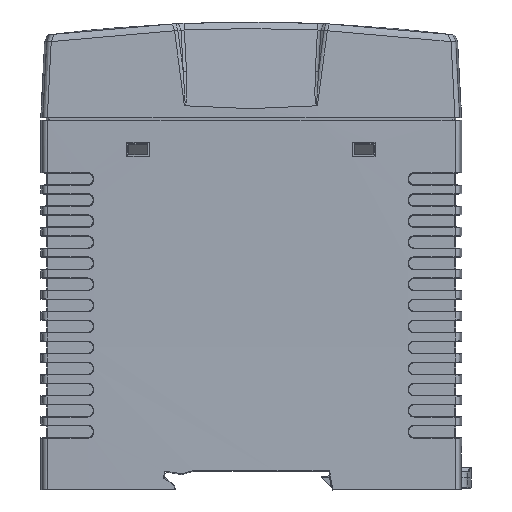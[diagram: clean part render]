
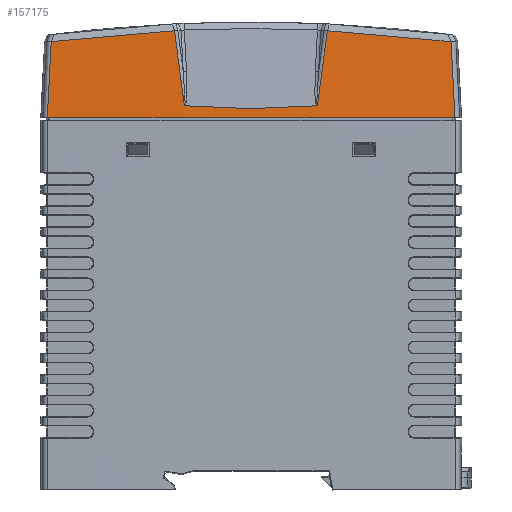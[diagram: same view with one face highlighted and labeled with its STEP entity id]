
A CAD part, left-side view. The second image highlights one B-rep face of the part: STEP entity #157175.
In plain terms, the highlighted conical face has half-angle 2 degrees and reference radius 2024.91 mm.
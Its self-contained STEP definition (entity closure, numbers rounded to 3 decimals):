
#146729=CARTESIAN_POINT('',(26.322,-42.661,
56.68));
#146855=CARTESIAN_POINT('',(26.322,-42.661,
56.68));
#146856=CARTESIAN_POINT('',(26.371,-39.746,
57.051));
#146857=CARTESIAN_POINT('',(26.458,-33.909,
57.718));
#146858=CARTESIAN_POINT('',(26.559,-25.127,
58.49));
#146859=CARTESIAN_POINT('',(26.607,-19.263,
58.851));
#146860=CARTESIAN_POINT('',(26.626,-16.327,
58.993));
#146865=CARTESIAN_POINT('',(26.626,-16.327,
58.993));
#146866=CARTESIAN_POINT('',(26.685,-16.112,
57.36));
#146867=CARTESIAN_POINT('',(26.805,-15.671,
54.));
#146868=CARTESIAN_POINT('',(26.994,-14.975,
48.743));
#146869=CARTESIAN_POINT('',(27.13,-14.476,
44.963));
#146870=CARTESIAN_POINT('',(27.2,-14.218,
43.014));
#146875=CARTESIAN_POINT('',(27.202,-14.114,
42.965));
#146876=CARTESIAN_POINT('',(27.202,-14.124,
42.965));
#146877=CARTESIAN_POINT('',(27.202,-14.143,
42.969));
#146878=CARTESIAN_POINT('',(27.201,-14.172,
42.978));
#146879=CARTESIAN_POINT('',(27.201,-14.197,
42.993));
#146880=CARTESIAN_POINT('',(27.2,-14.212,
43.007));
#146881=CARTESIAN_POINT('',(27.2,-14.218,
43.014));
#146886=CARTESIAN_POINT('',(27.201,14.218,
43.006));
#146887=CARTESIAN_POINT('',(27.201,14.206,
42.992));
#146888=CARTESIAN_POINT('',(27.202,14.178,
42.97));
#146889=CARTESIAN_POINT('',(27.203,14.137,
42.958));
#146890=CARTESIAN_POINT('',(27.203,14.114,
42.956));
#146895=CARTESIAN_POINT('',(27.201,14.218,
43.006));
#146896=CARTESIAN_POINT('',(27.141,14.44,
44.683));
#146897=CARTESIAN_POINT('',(27.018,14.891,
48.104));
#146898=CARTESIAN_POINT('',(26.83,15.583,
53.327));
#146899=CARTESIAN_POINT('',(26.696,16.074,
57.071));
#146900=CARTESIAN_POINT('',(26.627,16.328,
58.992));
#146905=CARTESIAN_POINT('',(26.627,16.328,
58.992));
#146906=CARTESIAN_POINT('',(26.608,19.275,
58.849));
#146907=CARTESIAN_POINT('',(26.56,25.161,
58.486));
#146908=CARTESIAN_POINT('',(26.459,33.976,
57.71));
#146909=CARTESIAN_POINT('',(26.371,39.836,
57.039));
#146910=CARTESIAN_POINT('',(26.323,42.762,
56.665));
#146915=CARTESIAN_POINT('',(26.323,42.762,
56.665));
#146916=CARTESIAN_POINT('',(26.365,42.826,
55.414));
#146917=CARTESIAN_POINT('',(26.451,42.955,
52.866));
#146918=CARTESIAN_POINT('',(26.584,43.157,
48.942));
#146919=CARTESIAN_POINT('',(26.724,43.369,
44.808));
#146920=CARTESIAN_POINT('',(26.823,43.52,
41.867));
#146921=CARTESIAN_POINT('',(26.875,43.598,40.353));
#146926=CARTESIAN_POINT('',(-1997.89,0.05,40.353));
#146927=DIRECTION('',(0.,0.,-1.));
#146928=DIRECTION('',(1.,0.022,0.));
#146929=AXIS2_PLACEMENT_3D('',#146926,#146927,#146928);
#146934=CARTESIAN_POINT('',(26.322,-42.661,
56.68));
#146935=CARTESIAN_POINT('',(26.365,-42.725,
55.428));
#146936=CARTESIAN_POINT('',(26.451,-42.855,
52.878));
#146937=CARTESIAN_POINT('',(26.584,-43.057,
48.95));
#146938=CARTESIAN_POINT('',(26.724,-43.269,
44.813));
#146939=CARTESIAN_POINT('',(26.823,-43.42,
41.868));
#146940=CARTESIAN_POINT('',(26.875,-43.498,40.353));
#147047=CARTESIAN_POINT('',(27.203,14.114,
42.956));
#147048=CARTESIAN_POINT('',(27.297,4.704,
42.15));
#147049=CARTESIAN_POINT('',(27.296,-4.705,
42.153));
#147050=CARTESIAN_POINT('',(27.202,-14.114,
42.965));
#147360=CARTESIAN_POINT('',(26.323,42.762,
56.665));
#147440=CARTESIAN_POINT('',(26.875,43.598,40.353));
#147469=CARTESIAN_POINT('',(26.875,-43.498,40.353));
#151444=VERTEX_POINT('',#147440);
#151449=VERTEX_POINT('',#147469);
#151463=VERTEX_POINT('',#146875);
#151464=VERTEX_POINT('',#146881);
#151465=VERTEX_POINT('',#146886);
#151466=VERTEX_POINT('',#146890);
#151577=VERTEX_POINT('',#147360);
#151580=VERTEX_POINT('',#146729);
#151595=VERTEX_POINT('',#146860);
#151596=VERTEX_POINT('',#146905);
#157150=CARTESIAN_POINT('',(-1997.89,0.05,49.673));
#157151=DIRECTION('',(0.,0.,-1.));
#157152=DIRECTION('',(-1.,0.,0.));
#157153=AXIS2_PLACEMENT_3D('',#157150,#157151,#157152);
#157154=CONICAL_SURFACE('',#157153,2024.907,2.);
#157155=ORIENTED_EDGE('',*,*,#156751,.T.);
#157157=ORIENTED_EDGE('',*,*,#157156,.T.);
#157159=ORIENTED_EDGE('',*,*,#157158,.F.);
#157161=ORIENTED_EDGE('',*,*,#157160,.F.);
#157163=ORIENTED_EDGE('',*,*,#157162,.F.);
#157165=ORIENTED_EDGE('',*,*,#157164,.T.);
#157166=ORIENTED_EDGE('',*,*,#157136,.T.);
#157168=ORIENTED_EDGE('',*,*,#157167,.T.);
#157170=ORIENTED_EDGE('',*,*,#157169,.T.);
#157172=ORIENTED_EDGE('',*,*,#157171,.F.);
#157173=EDGE_LOOP('',(#157155,#157157,#157159,#157161,#157163,#157165,#157166,
#157168,#157170,#157172));
#157174=FACE_OUTER_BOUND('',#157173,.F.);
#157175=ADVANCED_FACE('',(#157174),#157154,.T.);
#146861=B_SPLINE_CURVE_WITH_KNOTS('',3,(#146855,#146856,#146857,#146858,#146859,
#146860),.UNSPECIFIED.,.F.,.F.,(4,1,1,4),(0.,0.333,
0.667,1.),.UNSPECIFIED.);
#146871=B_SPLINE_CURVE_WITH_KNOTS('',3,(#146865,#146866,#146867,#146868,#146869,
#146870),.UNSPECIFIED.,.F.,.F.,(4,1,1,4),(0.,0.333,
0.667,1.),.UNSPECIFIED.);
#146882=B_SPLINE_CURVE_WITH_KNOTS('',3,(#146875,#146876,#146877,#146878,#146879,
#146880,#146881),.UNSPECIFIED.,.F.,.F.,(4,1,1,1,4),(0.,0.25,0.5,0.75,
1.),.UNSPECIFIED.);
#146891=B_SPLINE_CURVE_WITH_KNOTS('',3,(#146886,#146887,#146888,#146889,
#146890),.UNSPECIFIED.,.F.,.F.,(4,1,4),(0.,0.5,1.),.UNSPECIFIED.);
#146901=B_SPLINE_CURVE_WITH_KNOTS('',3,(#146895,#146896,#146897,#146898,#146899,
#146900),.UNSPECIFIED.,.F.,.F.,(4,1,1,4),(0.,0.333,
0.667,1.),.UNSPECIFIED.);
#146911=B_SPLINE_CURVE_WITH_KNOTS('',3,(#146905,#146906,#146907,#146908,#146909,
#146910),.UNSPECIFIED.,.F.,.F.,(4,1,1,4),(0.,0.333,
0.667,1.),.UNSPECIFIED.);
#146922=B_SPLINE_CURVE_WITH_KNOTS('',3,(#146915,#146916,#146917,#146918,#146919,
#146920,#146921),.UNSPECIFIED.,.F.,.F.,(4,1,1,1,4),(0.,0.25,0.5,0.75,
1.),.UNSPECIFIED.);
#146930=CIRCLE('',#146929,2025.233);
#146941=B_SPLINE_CURVE_WITH_KNOTS('',3,(#146934,#146935,#146936,#146937,#146938,
#146939,#146940),.UNSPECIFIED.,.F.,.F.,(4,1,1,1,4),(0.,0.25,0.5,0.75,
1.),.UNSPECIFIED.);
#147051=B_SPLINE_CURVE_WITH_KNOTS('',3,(#147047,#147048,#147049,#147050),
.UNSPECIFIED.,.F.,.F.,(4,4),(0.,1.),.UNSPECIFIED.);
#156751=EDGE_CURVE('',#151580,#151595,#146861,.T.);
#157136=EDGE_CURVE('',#151596,#151577,#146911,.T.);
#157156=EDGE_CURVE('',#151595,#151464,#146871,.T.);
#157158=EDGE_CURVE('',#151463,#151464,#146882,.T.);
#157160=EDGE_CURVE('',#151466,#151463,#147051,.T.);
#157162=EDGE_CURVE('',#151465,#151466,#146891,.T.);
#157164=EDGE_CURVE('',#151465,#151596,#146901,.T.);
#157167=EDGE_CURVE('',#151577,#151444,#146922,.T.);
#157169=EDGE_CURVE('',#151444,#151449,#146930,.T.);
#157171=EDGE_CURVE('',#151580,#151449,#146941,.T.);
